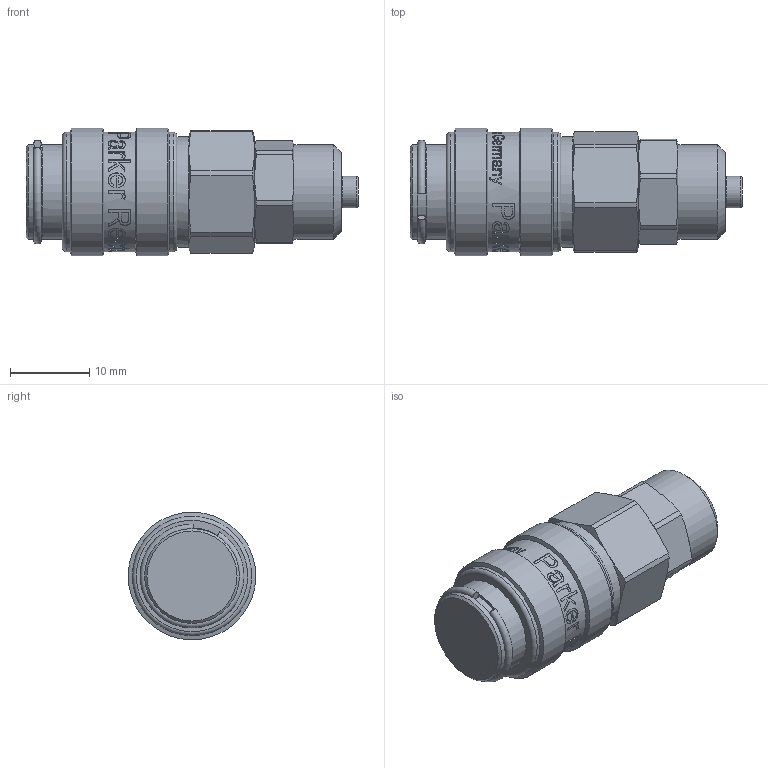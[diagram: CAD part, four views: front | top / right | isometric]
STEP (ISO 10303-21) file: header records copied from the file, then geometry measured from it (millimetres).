
FILE_DESCRIPTION((''),'2;1');
FILE_NAME('21kako06mpn.stp','2013-06-26T14:00:38',('IA176480'),(''),'Autodesk Inventor 2013','Autodesk Inventor 2013','');
FILE_SCHEMA(('AUTOMOTIVE_DESIGN { 1 0 10303 214 1 1 1 1 }'));
Length unit declared in the file: millimetre
Products named in the file (1): D107099
Bounding box: 42 x 16.15 x 16.15 mm (x, y, z)
Volume: 5760.4 mm3; surface area: 4036.4 mm2
Topology: 2 solids, 4 shells, 493 faces, 1281 edges, 840 vertices
Faces by surface type: bspline 214, plane 159, cylinder 73, cone 40, torus 7
Full cylindrical faces by diameter (mm): 4 x1, 4.6 x1, 6.2 x1, 8.6 x1, 9.447 x1, 10 x1, 11.15 x1, 11.4 x1, 12 x4, 12.15 x2, 14 x3, 15.1 x3, 16.15 x2
Entity records: 61794 total; most frequent: CARTESIAN_POINT 51223, ORIENTED_EDGE 2422, DIRECTION 1343, EDGE_CURVE 1211, VERTEX_POINT 823, EDGE_LOOP 594, B_SPLINE_CURVE_WITH_KNOTS 559, FACE_OUTER_BOUND 492
